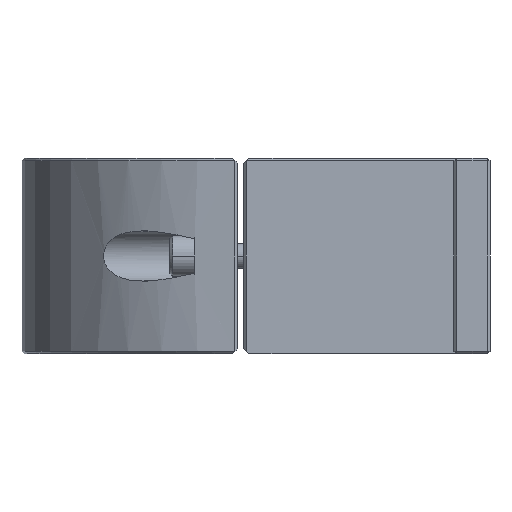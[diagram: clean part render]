
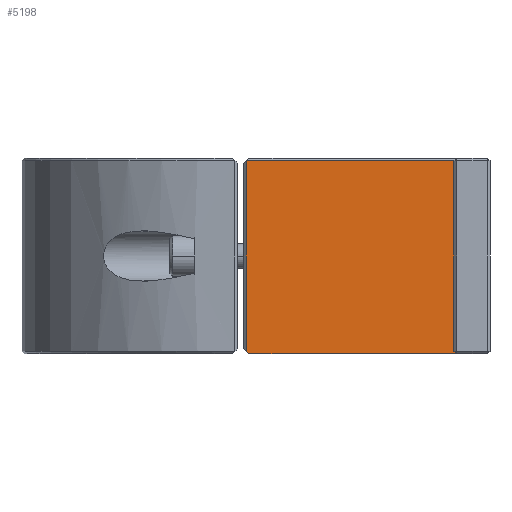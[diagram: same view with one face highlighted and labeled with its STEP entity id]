
A CAD part, left-side view. The second image highlights one B-rep face of the part: STEP entity #5198.
In plain terms, the highlighted planar face has unit normal (-1, 0, 0).
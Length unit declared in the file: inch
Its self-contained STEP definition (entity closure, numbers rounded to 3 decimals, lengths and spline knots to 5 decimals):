
#3143 = DIRECTION ( 'NONE',  ( 0., 0.707, 0.707 ) ) ;
#3144 = VECTOR ( 'NONE', #3143, 39.37008 ) ;
#3145 = CARTESIAN_POINT ( 'NONE',  ( -1.67323, -1.63386, -0.73031 ) ) ;
#3146 = LINE ( 'NONE', #3145, #3144 ) ;
#3167 = DIRECTION ( 'NONE',  ( 0., -1., 0. ) ) ;
#3168 = DIRECTION ( 'NONE',  ( -1., 0., 0. ) ) ;
#3169 = CARTESIAN_POINT ( 'NONE',  ( -1.67323, -0.02461, -0.75 ) ) ;
#3170 = AXIS2_PLACEMENT_3D ( 'NONE', #3169, #3168, #3167 ) ;
#3171 = PLANE ( 'NONE',  #3170 ) ;
#3172 = FACE_OUTER_BOUND ( 'NONE', #5199, .T. ) ;
#3177 = CARTESIAN_POINT ( 'NONE',  ( -1.67323, -1.63386, -0.73031 ) ) ;
#3178 = CARTESIAN_POINT ( 'NONE',  ( -1.67323, -0.06398, -0.75 ) ) ;
#3179 = CARTESIAN_POINT ( 'NONE',  ( -1.67323, -0.04429, -0.73031 ) ) ;
#3180 = DIRECTION ( 'NONE',  ( 0., -0.707, -0.707 ) ) ;
#3181 = VECTOR ( 'NONE', #3180, 39.37008 ) ;
#3182 = CARTESIAN_POINT ( 'NONE',  ( -1.67323, -0.04429, -0.73031 ) ) ;
#3183 = LINE ( 'NONE', #3182, #3181 ) ;
#3184 = DIRECTION ( 'NONE',  ( 0., 1., 0. ) ) ;
#3185 = VECTOR ( 'NONE', #3184, 39.37008 ) ;
#3186 = CARTESIAN_POINT ( 'NONE',  ( -1.67323, -0.02461, 0.73031 ) ) ;
#3187 = LINE ( 'NONE', #3186, #3185 ) ;
#3188 = DIRECTION ( 'NONE',  ( 0., 0., -1. ) ) ;
#3189 = VECTOR ( 'NONE', #3188, 39.37008 ) ;
#3190 = CARTESIAN_POINT ( 'NONE',  ( -1.67323, -0.04429, -0.75 ) ) ;
#3191 = LINE ( 'NONE', #3190, #3189 ) ;
#3192 = CARTESIAN_POINT ( 'NONE',  ( -1.67323, -0.04429, 0.73031 ) ) ;
#3216 = DIRECTION ( 'NONE',  ( 0., 0., 1. ) ) ;
#3217 = VECTOR ( 'NONE', #3216, 39.37008 ) ;
#3218 = CARTESIAN_POINT ( 'NONE',  ( -1.67323, -1.63386, -0.75 ) ) ;
#3219 = LINE ( 'NONE', #3218, #3217 ) ;
#3224 = CARTESIAN_POINT ( 'NONE',  ( -1.67323, -1.63386, 0.73031 ) ) ;
#3266 = DIRECTION ( 'NONE',  ( 0., -1., 0. ) ) ;
#3267 = VECTOR ( 'NONE', #3266, 39.37008 ) ;
#3268 = CARTESIAN_POINT ( 'NONE',  ( -1.67323, -0.02461, -0.75 ) ) ;
#3269 = LINE ( 'NONE', #3268, #3267 ) ;
#3311 = CARTESIAN_POINT ( 'NONE',  ( -1.67323, -1.65354, -0.75 ) ) ;
#5176 = EDGE_CURVE ( 'NONE', #5261, #5196, #3146, .T. ) ;
#5183 = ORIENTED_EDGE ( 'NONE', *, *, #5211, .T. ) ;
#5186 = VERTEX_POINT ( 'NONE', #3192 ) ;
#5187 = EDGE_CURVE ( 'NONE', #5186, #5194, #3191, .T. ) ;
#5188 = ORIENTED_EDGE ( 'NONE', *, *, #5193, .T. ) ;
#5189 = ORIENTED_EDGE ( 'NONE', *, *, #5192, .T. ) ;
#5190 = ORIENTED_EDGE ( 'NONE', *, *, #5251, .T. ) ;
#5191 = ORIENTED_EDGE ( 'NONE', *, *, #5187, .T. ) ;
#5192 = EDGE_CURVE ( 'NONE', #5204, #5186, #3187, .T. ) ;
#5193 = EDGE_CURVE ( 'NONE', #5194, #5195, #3183, .T. ) ;
#5194 = VERTEX_POINT ( 'NONE', #3179 ) ;
#5195 = VERTEX_POINT ( 'NONE', #3178 ) ;
#5196 = VERTEX_POINT ( 'NONE', #3177 ) ;
#5198 = ADVANCED_FACE ( 'NONE', ( #3172 ), #3171, .T. ) ;
#5199 = EDGE_LOOP ( 'NONE', ( #5189, #5191, #5188, #5190, #5252, #5183 ) ) ;
#5204 = VERTEX_POINT ( 'NONE', #3224 ) ;
#5211 = EDGE_CURVE ( 'NONE', #5196, #5204, #3219, .T. ) ;
#5251 = EDGE_CURVE ( 'NONE', #5195, #5261, #3269, .T. ) ;
#5252 = ORIENTED_EDGE ( 'NONE', *, *, #5176, .T. ) ;
#5261 = VERTEX_POINT ( 'NONE', #3311 ) ;
